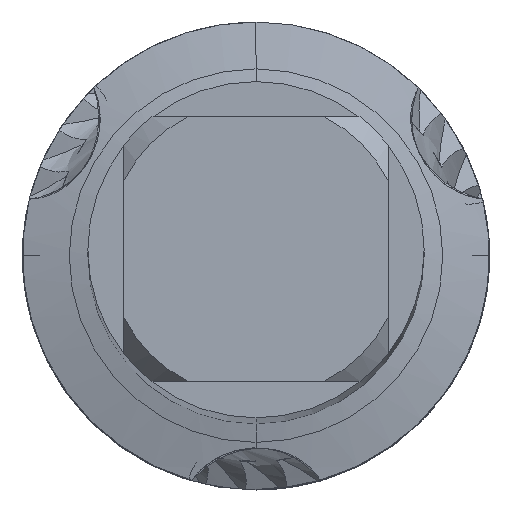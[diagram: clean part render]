
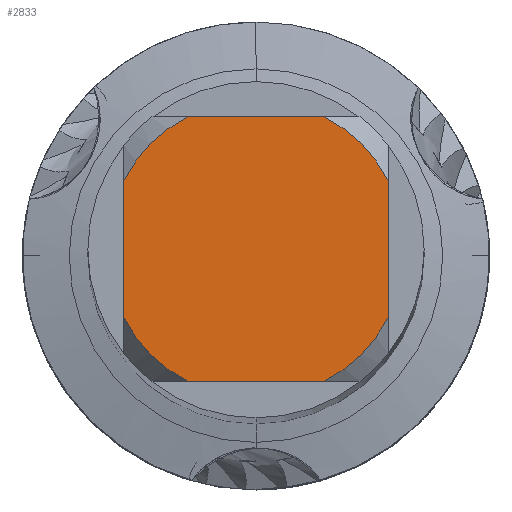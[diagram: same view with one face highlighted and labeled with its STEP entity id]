
A CAD part, top view. The second image highlights one B-rep face of the part: STEP entity #2833.
In plain terms, the highlighted planar face has unit normal (0, 0, 1).
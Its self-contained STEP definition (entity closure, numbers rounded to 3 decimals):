
#2187=EDGE_CURVE('',#3443,#4537,#5373,.T.);
#2237=EDGE_CURVE('',#4163,#4023,#5427,.T.);
#2295=VERTEX_POINT('',#5490);
#2495=EDGE_CURVE('',#4697,#4027,#5711,.T.);
#2577=EDGE_CURVE('',#3443,#4027,#5805,.T.);
#2833=ADVANCED_FACE('',(#6082),#6083,.T.);
#3083=VERTEX_POINT('',#6352);
#3085=EDGE_CURVE('',#2295,#3083,#6354,.T.);
#3351=EDGE_CURVE('',#4697,#4023,#6650,.T.);
#3443=VERTEX_POINT('',#6747);
#3445=EDGE_CURVE('',#4163,#3083,#6749,.T.);
#3885=EDGE_CURVE('',#2295,#4537,#7227,.T.);
#4023=VERTEX_POINT('',#7381);
#4027=VERTEX_POINT('',#7386);
#4163=VERTEX_POINT('',#7533);
#4537=VERTEX_POINT('',#7933);
#4697=VERTEX_POINT('',#8106);
#5373=LINE('',#9740,#9741);
#5427=LINE('',#9842,#9843);
#5490=CARTESIAN_POINT('',(-2.75,1.431,0.0));
#5711=LINE('',#10872,#10873);
#5805=CIRCLE('',#11072,3.1);
#6082=FACE_OUTER_BOUND('',#11689,.T.);
#6083=PLANE('',#11690);
#6352=CARTESIAN_POINT('',(-2.75,-1.431,0.0));
#6354=LINE('',#12311,#12312);
#6650=CIRCLE('',#13216,3.1);
#6747=CARTESIAN_POINT('',(1.431,2.75,0.0));
#6749=CIRCLE('',#13452,3.1);
#7227=CIRCLE('',#14727,3.1);
#7381=CARTESIAN_POINT('',(1.431,-2.75,0.0));
#7386=CARTESIAN_POINT('',(2.75,1.431,0.0));
#7533=CARTESIAN_POINT('',(-1.431,-2.75,0.0));
#7933=CARTESIAN_POINT('',(-1.431,2.75,0.0));
#8106=CARTESIAN_POINT('',(2.75,-1.431,0.0));
#9740=CARTESIAN_POINT('',(0.0,2.75,0.0));
#9741=VECTOR('',#17849,1.0);
#9842=CARTESIAN_POINT('',(0.0,-2.75,0.0));
#9843=VECTOR('',#17894,1.0);
#10872=CARTESIAN_POINT('',(2.75,0.775,0.0));
#10873=VECTOR('',#18315,1.0);
#11072=AXIS2_PLACEMENT_3D('',#18436,#18437,#18438);
#11689=EDGE_LOOP('',(#18750,#18751,#18752,#18753,#18754,#18755,#18756,#18757));
#11690=AXIS2_PLACEMENT_3D('',#18758,#18759,#18760);
#12311=CARTESIAN_POINT('',(-2.75,0.775,0.0));
#12312=VECTOR('',#19011,1.0);
#13216=AXIS2_PLACEMENT_3D('',#19477,#19478,#19479);
#13452=AXIS2_PLACEMENT_3D('',#19557,#19558,#19559);
#14727=AXIS2_PLACEMENT_3D('',#20042,#20043,#20044);
#17849=DIRECTION('',(-1.0,0.0,0.0));
#17894=DIRECTION('',(1.0,0.0,0.0));
#18315=DIRECTION('',(-0.0,1.0,0.0));
#18436=CARTESIAN_POINT('',(0.0,0.0,0.0));
#18437=DIRECTION('',(0.0,0.0,-1.0));
#18438=DIRECTION('',(0.0,1.0,0.0));
#18750=ORIENTED_EDGE('',*,*,#3085,.T.);
#18751=ORIENTED_EDGE('',*,*,#3445,.F.);
#18752=ORIENTED_EDGE('',*,*,#2237,.T.);
#18753=ORIENTED_EDGE('',*,*,#3351,.F.);
#18754=ORIENTED_EDGE('',*,*,#2495,.T.);
#18755=ORIENTED_EDGE('',*,*,#2577,.F.);
#18756=ORIENTED_EDGE('',*,*,#2187,.T.);
#18757=ORIENTED_EDGE('',*,*,#3885,.F.);
#18758=CARTESIAN_POINT('',(0.0,1.55,0.0));
#18759=DIRECTION('',(-0.0,0.0,1.0));
#18760=DIRECTION('',(0.0,-1.0,0.0));
#19011=DIRECTION('',(-0.0,-1.0,0.0));
#19477=CARTESIAN_POINT('',(0.0,0.0,0.0));
#19478=DIRECTION('',(0.0,0.0,-1.0));
#19479=DIRECTION('',(0.0,1.0,0.0));
#19557=CARTESIAN_POINT('',(0.0,0.0,0.0));
#19558=DIRECTION('',(0.0,0.0,-1.0));
#19559=DIRECTION('',(0.0,1.0,0.0));
#20042=CARTESIAN_POINT('',(0.0,0.0,0.0));
#20043=DIRECTION('',(0.0,0.0,-1.0));
#20044=DIRECTION('',(0.0,1.0,0.0));
